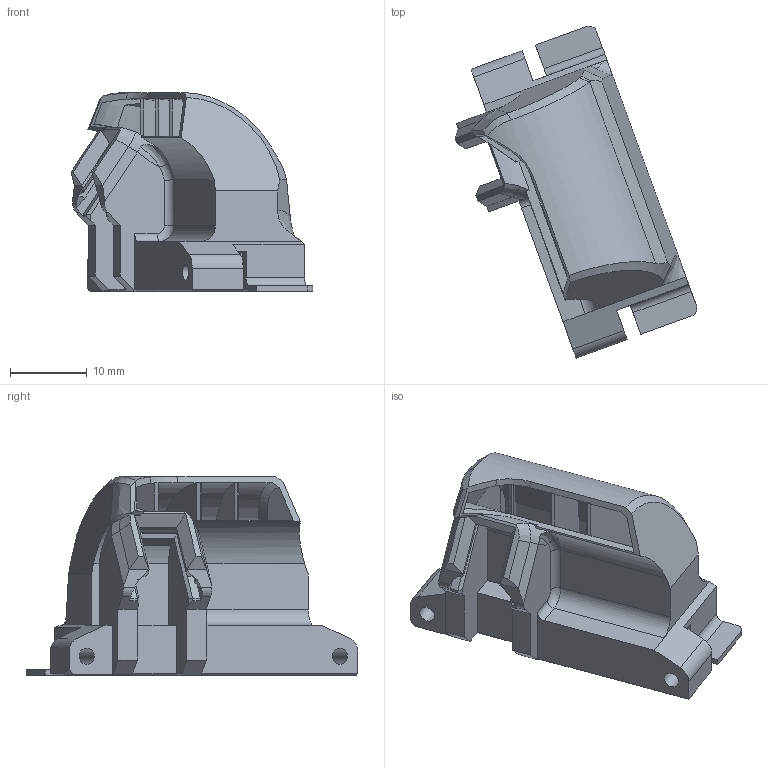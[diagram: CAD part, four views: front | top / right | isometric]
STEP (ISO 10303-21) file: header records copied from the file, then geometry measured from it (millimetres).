
FILE_DESCRIPTION(/* description */ (''),/* implementation_level */ '2;1');
FILE_NAME(/* name */ 'Beefy_UHF_xol_ducks v2.step',/* time_stamp */ '2024-01-07T21:58:39-05:00',/* author */ (''),/* organization */ (''),/* preprocessor_version */ 'ST-DEVELOPER v20',/* originating_system */ 'Autodesk Translation Framework v12.14.0.127',/* authorisation */ '');
FILE_SCHEMA (('AUTOMOTIVE_DESIGN { 1 0 10303 214 3 1 1 }'));
Length unit declared in the file: millimetre
Products named in the file (2): Beefy_UHF_xol_ducks; Beefy Xol LED Ducts UHF
Assembly tree (1 placements, depth 2):
  Beefy_UHF_xol_ducks
    Beefy Xol LED Ducts UHF
Bounding box: 31.42 x 43.12 x 25.83 mm (x, y, z)
Volume: 4386.7 mm3; surface area: 6831.2 mm2
Topology: 1 solids, 1 shells, 278 faces, 815 edges, 521 vertices
Faces by surface type: plane 217, cylinder 38, bspline 16, cone 6, torus 1
Full cylindrical faces by diameter (mm): 2.1 x2
Entity records: 10043 total; most frequent: CARTESIAN_POINT 2698, ORIENTED_EDGE 1630, DIRECTION 1390, EDGE_CURVE 815, LINE 610, VECTOR 610, VERTEX_POINT 521, AXIS2_PLACEMENT_3D 390
